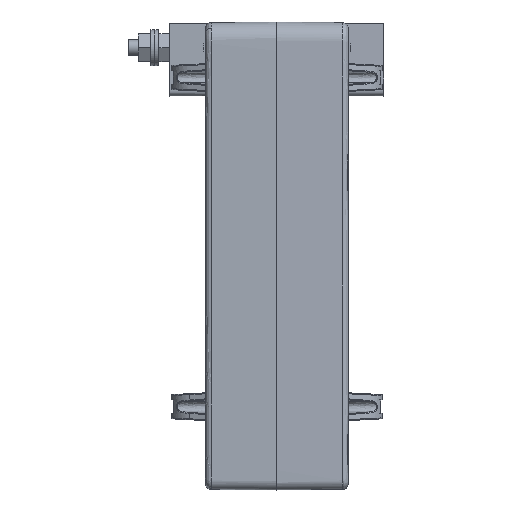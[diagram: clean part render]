
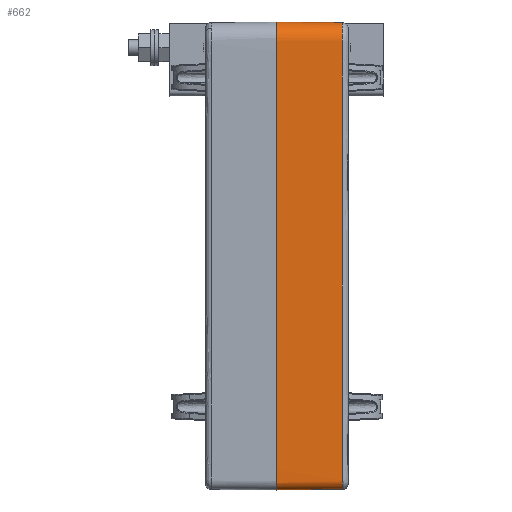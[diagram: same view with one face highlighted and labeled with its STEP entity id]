
A CAD part, left-side view. The second image highlights one B-rep face of the part: STEP entity #662.
In plain terms, the highlighted free-form (B-spline) face has degree [2, 1] with [9, 2] control points.
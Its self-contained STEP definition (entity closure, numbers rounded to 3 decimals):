
#662=ADVANCED_FACE('',(#1694),#16391,.T.);
#1694=FACE_OUTER_BOUND('',#2731,.T.);
#2731=EDGE_LOOP('',(#4729,#4730,#4731,#4732));
#4729=ORIENTED_EDGE('',*,*,#10087,.T.);
#4730=ORIENTED_EDGE('',*,*,#9528,.T.);
#4731=ORIENTED_EDGE('',*,*,#9530,.T.);
#4732=ORIENTED_EDGE('',*,*,#10086,.F.);
#9528=EDGE_CURVE('',#14534,#14535,#13698,.T.);
#9530=EDGE_CURVE('',#14535,#14913,#13700,.T.);
#10086=EDGE_CURVE('',#14912,#14913,#13823,.T.);
#10087=EDGE_CURVE('',#14912,#14534,#13824,.T.);
#13698=(
BOUNDED_CURVE()
B_SPLINE_CURVE(1,(#26099,#26100),.UNSPECIFIED.,.F.,.F.)
B_SPLINE_CURVE_WITH_KNOTS((2,2),(0.,16.514),.UNSPECIFIED.)
CURVE()
GEOMETRIC_REPRESENTATION_ITEM()
RATIONAL_B_SPLINE_CURVE((1.,1.))
REPRESENTATION_ITEM('')
);
#13700=(
BOUNDED_CURVE()
B_SPLINE_CURVE(2,(#26110,#26111,#26112,#26113,#26114,#26115,#26116,#26117,
#26118),.UNSPECIFIED.,.F.,.F.)
B_SPLINE_CURVE_WITH_KNOTS((3,2,2,2,3),(0.,3.84,
111.888,119.568,225.171),.UNSPECIFIED.)
CURVE()
GEOMETRIC_REPRESENTATION_ITEM()
RATIONAL_B_SPLINE_CURVE((1.,0.707,1.,1.,1.,0.707,
1.,1.,1.))
REPRESENTATION_ITEM('')
);
#13823=(
BOUNDED_CURVE()
B_SPLINE_CURVE(1,(#28007,#28008),.UNSPECIFIED.,.F.,.F.)
B_SPLINE_CURVE_WITH_KNOTS((2,2),(0.,16.514),.UNSPECIFIED.)
CURVE()
GEOMETRIC_REPRESENTATION_ITEM()
RATIONAL_B_SPLINE_CURVE((1.,1.))
REPRESENTATION_ITEM('')
);
#13824=(
BOUNDED_CURVE()
B_SPLINE_CURVE(2,(#28009,#28010,#28011,#28012,#28013,#28014,#28015,#28016,
#28017),.UNSPECIFIED.,.F.,.F.)
B_SPLINE_CURVE_WITH_KNOTS((3,2,2,2,3),(1647.343,1755.343,
1763.197,1873.697,1877.624),.UNSPECIFIED.)
CURVE()
GEOMETRIC_REPRESENTATION_ITEM()
RATIONAL_B_SPLINE_CURVE((1.,1.,1.,0.707,1.,1.,1.,0.707,
1.))
REPRESENTATION_ITEM('')
);
#14534=VERTEX_POINT('',#23225);
#14535=VERTEX_POINT('',#23226);
#14912=VERTEX_POINT('',#23603);
#14913=VERTEX_POINT('',#23604);
#16391=(
BOUNDED_SURFACE()
B_SPLINE_SURFACE(2,1,((#21167,#21168),(#21169,#21170),(#21171,#21172),(#21173,
#21174),(#21175,#21176),(#21177,#21178),(#21179,#21180),(#21181,#21182),
(#21183,#21184)),.UNSPECIFIED.,.F.,.F.,.F.)
B_SPLINE_SURFACE_WITH_KNOTS((3,2,2,2,3),(2,2),(1647.343,1755.343,
1763.197,1873.697,1877.624),(0.,18.001),
 .UNSPECIFIED.)
GEOMETRIC_REPRESENTATION_ITEM()
RATIONAL_B_SPLINE_SURFACE(((1.,1.),(1.,1.),(1.,1.),(0.707,0.707),
(1.,1.),(1.,1.),(1.,1.),(0.707,0.707),(1.,1.)))
REPRESENTATION_ITEM('')
SURFACE()
);
#21167=CARTESIAN_POINT('',(113.,0.,118.));
#21168=CARTESIAN_POINT('',(113.,-18.,117.843));
#21169=CARTESIAN_POINT('',(59.,0.,118.));
#21170=CARTESIAN_POINT('',(59.,-18.,117.843));
#21171=CARTESIAN_POINT('',(5.,0.,118.));
#21172=CARTESIAN_POINT('',(5.,-18.,117.843));
#21173=CARTESIAN_POINT('',(0.,0.,118.));
#21174=CARTESIAN_POINT('',(0.157,-18.,117.843));
#21175=CARTESIAN_POINT('',(0.,0.,113.));
#21176=CARTESIAN_POINT('',(0.157,-18.,113.));
#21177=CARTESIAN_POINT('',(0.,0.,57.75));
#21178=CARTESIAN_POINT('',(0.157,-18.,57.75));
#21179=CARTESIAN_POINT('',(0.,0.,2.5));
#21180=CARTESIAN_POINT('',(0.157,-18.,2.5));
#21181=CARTESIAN_POINT('',(0.,0.,0.));
#21182=CARTESIAN_POINT('',(0.157,-18.,0.157));
#21183=CARTESIAN_POINT('',(2.5,0.,0.));
#21184=CARTESIAN_POINT('',(2.5,-18.,0.157));
#23225=CARTESIAN_POINT('',(2.5,0.,0.));
#23226=CARTESIAN_POINT('',(2.5,-16.513,0.144));
#23603=CARTESIAN_POINT('',(113.,0.,118.));
#23604=CARTESIAN_POINT('',(113.,-16.513,117.856));
#26099=CARTESIAN_POINT('',(2.5,0.,0.));
#26100=CARTESIAN_POINT('',(2.5,-16.513,0.144));
#26110=CARTESIAN_POINT('',(2.5,-16.513,0.144));
#26111=CARTESIAN_POINT('',(0.144,-16.513,0.144));
#26112=CARTESIAN_POINT('',(0.144,-16.513,2.5));
#26113=CARTESIAN_POINT('',(0.144,-16.513,57.75));
#26114=CARTESIAN_POINT('',(0.144,-16.513,113.));
#26115=CARTESIAN_POINT('',(0.144,-16.513,117.856));
#26116=CARTESIAN_POINT('',(5.,-16.513,117.856));
#26117=CARTESIAN_POINT('',(59.,-16.513,117.856));
#26118=CARTESIAN_POINT('',(113.,-16.513,117.856));
#28007=CARTESIAN_POINT('',(113.,0.,118.));
#28008=CARTESIAN_POINT('',(113.,-16.513,117.856));
#28009=CARTESIAN_POINT('',(113.,0.,118.));
#28010=CARTESIAN_POINT('',(59.,0.,118.));
#28011=CARTESIAN_POINT('',(5.,0.,118.));
#28012=CARTESIAN_POINT('',(0.,0.,118.));
#28013=CARTESIAN_POINT('',(0.,0.,113.));
#28014=CARTESIAN_POINT('',(0.,0.,57.75));
#28015=CARTESIAN_POINT('',(0.,0.,2.5));
#28016=CARTESIAN_POINT('',(0.,0.,0.));
#28017=CARTESIAN_POINT('',(2.5,0.,0.));
